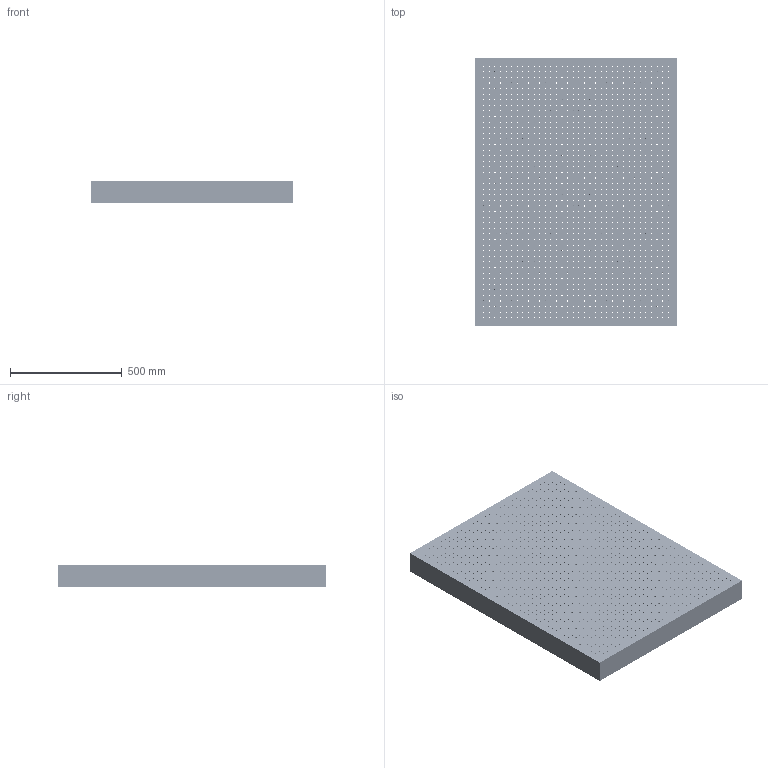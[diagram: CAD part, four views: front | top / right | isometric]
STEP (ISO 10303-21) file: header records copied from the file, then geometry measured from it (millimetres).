
FILE_DESCRIPTION (( 'STEP AP214' ), '1' );
FILE_NAME ('516061.STEP', '2019-10-30T01:58:58', ( 'user' ), ( '微软中国' ), 'SwSTEP 2.0', 'SolidWorks 2016', '' );
FILE_SCHEMA (( 'AUTOMOTIVE_DESIGN' ));
Products named in the file (1): 516061
Bounding box: 900 x 1200 x 100 mm (x, y, z)
Volume: 104929093.2 mm3; surface area: 4975307.3 mm2
Topology: 1 solids, 1 shells, 3134 faces, 9396 edges, 6264 vertices
Faces by surface type: cylinder 3128, plane 6
Entity records: 115926 total; most frequent: DIRECTION 21922, CARTESIAN_POINT 18795, ORIENTED_EDGE 18792, EDGE_CURVE 9396, AXIS2_PLACEMENT_3D 9391, VERTEX_POINT 6264, EDGE_LOOP 6262, CIRCLE 6256
